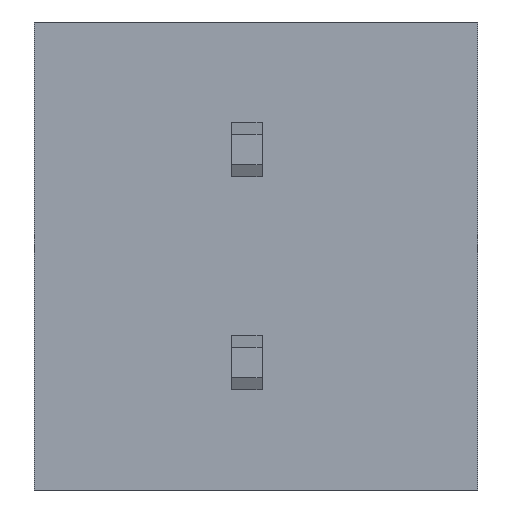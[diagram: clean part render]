
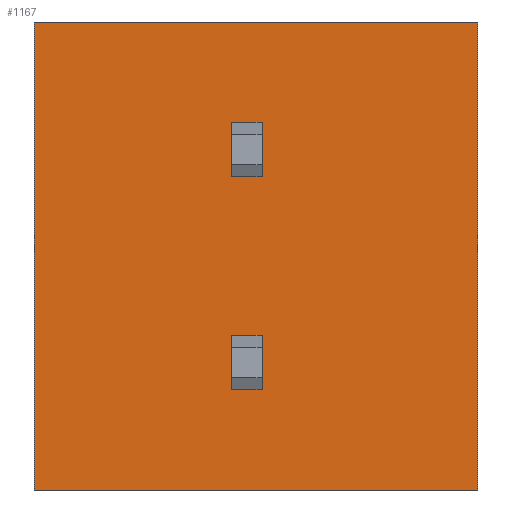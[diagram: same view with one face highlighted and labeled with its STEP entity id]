
A CAD part, front view. The second image highlights one B-rep face of the part: STEP entity #1167.
In plain terms, the highlighted planar face has unit normal (0, -1, 0).
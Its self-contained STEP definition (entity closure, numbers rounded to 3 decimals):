
#37=DIRECTION('',(-1.,0.,0.));
#38=VECTOR('',#37,7.3);
#39=CARTESIAN_POINT('',(3.8,-3.305,5.6));
#40=LINE('',#39,#38);
#61=DIRECTION('',(0.,0.,1.));
#62=VECTOR('',#61,7.7);
#63=CARTESIAN_POINT('',(-3.5,-3.305,-2.1));
#64=LINE('',#63,#62);
#65=DIRECTION('',(1.,0.,0.));
#66=VECTOR('',#65,0.5);
#67=CARTESIAN_POINT('',(-0.25,-3.305,-0.45));
#68=LINE('',#67,#66);
#69=DIRECTION('',(0.,0.,1.));
#70=VECTOR('',#69,0.9);
#71=CARTESIAN_POINT('',(0.25,-3.305,-0.45));
#72=LINE('',#71,#70);
#73=DIRECTION('',(1.,0.,0.));
#74=VECTOR('',#73,0.5);
#75=CARTESIAN_POINT('',(-0.25,-3.305,0.45));
#76=LINE('',#75,#74);
#77=DIRECTION('',(0.,0.,1.));
#78=VECTOR('',#77,0.9);
#79=CARTESIAN_POINT('',(-0.25,-3.305,-0.45));
#80=LINE('',#79,#78);
#81=DIRECTION('',(1.,0.,0.));
#82=VECTOR('',#81,0.5);
#83=CARTESIAN_POINT('',(-0.25,-3.305,3.05));
#84=LINE('',#83,#82);
#85=DIRECTION('',(0.,0.,1.));
#86=VECTOR('',#85,0.9);
#87=CARTESIAN_POINT('',(0.25,-3.305,3.05));
#88=LINE('',#87,#86);
#89=DIRECTION('',(1.,0.,0.));
#90=VECTOR('',#89,0.5);
#91=CARTESIAN_POINT('',(-0.25,-3.305,3.95));
#92=LINE('',#91,#90);
#93=DIRECTION('',(0.,0.,1.));
#94=VECTOR('',#93,0.9);
#95=CARTESIAN_POINT('',(-0.25,-3.305,3.05));
#96=LINE('',#95,#94);
#97=DIRECTION('',(0.,0.,1.));
#98=VECTOR('',#97,7.7);
#99=CARTESIAN_POINT('',(3.8,-3.305,-2.1));
#100=LINE('',#99,#98);
#141=DIRECTION('',(-1.,0.,0.));
#142=VECTOR('',#141,7.3);
#143=CARTESIAN_POINT('',(3.8,-3.305,-2.1));
#144=LINE('',#143,#142);
#853=CARTESIAN_POINT('',(-3.5,-3.305,5.6));
#855=VERTEX_POINT('',#853);
#857=CARTESIAN_POINT('',(3.8,-3.305,5.6));
#858=VERTEX_POINT('',#857);
#867=CARTESIAN_POINT('',(-3.5,-3.305,-2.1));
#869=VERTEX_POINT('',#867);
#871=CARTESIAN_POINT('',(3.8,-3.305,-2.1));
#872=VERTEX_POINT('',#871);
#955=CARTESIAN_POINT('',(-0.25,-3.305,-0.45));
#956=CARTESIAN_POINT('',(0.25,-3.305,-0.45));
#957=VERTEX_POINT('',#955);
#958=VERTEX_POINT('',#956);
#959=CARTESIAN_POINT('',(-0.25,-3.305,0.45));
#960=CARTESIAN_POINT('',(0.25,-3.305,0.45));
#961=VERTEX_POINT('',#959);
#962=VERTEX_POINT('',#960);
#1053=CARTESIAN_POINT('',(-0.25,-3.305,3.05));
#1054=CARTESIAN_POINT('',(0.25,-3.305,3.05));
#1055=VERTEX_POINT('',#1053);
#1056=VERTEX_POINT('',#1054);
#1057=CARTESIAN_POINT('',(-0.25,-3.305,3.95));
#1058=CARTESIAN_POINT('',(0.25,-3.305,3.95));
#1059=VERTEX_POINT('',#1057);
#1060=VERTEX_POINT('',#1058);
#1134=CARTESIAN_POINT('',(-3.5,-3.305,5.6));
#1135=DIRECTION('',(0.,-1.,0.));
#1136=DIRECTION('',(1.,0.,0.));
#1137=AXIS2_PLACEMENT_3D('',#1134,#1135,#1136);
#1138=PLANE('',#1137);
#1139=ORIENTED_EDGE('',*,*,#1094,.F.);
#1141=ORIENTED_EDGE('',*,*,#1140,.F.);
#1143=ORIENTED_EDGE('',*,*,#1142,.T.);
#1144=ORIENTED_EDGE('',*,*,#1105,.T.);
#1145=EDGE_LOOP('',(#1139,#1141,#1143,#1144));
#1146=FACE_OUTER_BOUND('',#1145,.F.);
#1148=ORIENTED_EDGE('',*,*,#1147,.T.);
#1150=ORIENTED_EDGE('',*,*,#1149,.T.);
#1152=ORIENTED_EDGE('',*,*,#1151,.F.);
#1154=ORIENTED_EDGE('',*,*,#1153,.F.);
#1155=EDGE_LOOP('',(#1148,#1150,#1152,#1154));
#1156=FACE_BOUND('',#1155,.F.);
#1158=ORIENTED_EDGE('',*,*,#1157,.T.);
#1160=ORIENTED_EDGE('',*,*,#1159,.T.);
#1162=ORIENTED_EDGE('',*,*,#1161,.F.);
#1164=ORIENTED_EDGE('',*,*,#1163,.F.);
#1165=EDGE_LOOP('',(#1158,#1160,#1162,#1164));
#1166=FACE_BOUND('',#1165,.F.);
#1094=EDGE_CURVE('',#858,#855,#40,.T.);
#1105=EDGE_CURVE('',#869,#855,#64,.T.);
#1140=EDGE_CURVE('',#872,#858,#100,.T.);
#1142=EDGE_CURVE('',#872,#869,#144,.T.);
#1147=EDGE_CURVE('',#957,#958,#68,.T.);
#1149=EDGE_CURVE('',#958,#962,#72,.T.);
#1151=EDGE_CURVE('',#961,#962,#76,.T.);
#1153=EDGE_CURVE('',#957,#961,#80,.T.);
#1157=EDGE_CURVE('',#1055,#1056,#84,.T.);
#1159=EDGE_CURVE('',#1056,#1060,#88,.T.);
#1161=EDGE_CURVE('',#1059,#1060,#92,.T.);
#1163=EDGE_CURVE('',#1055,#1059,#96,.T.);
#1167=ADVANCED_FACE('',(#1146,#1156,#1166),#1138,.T.);
